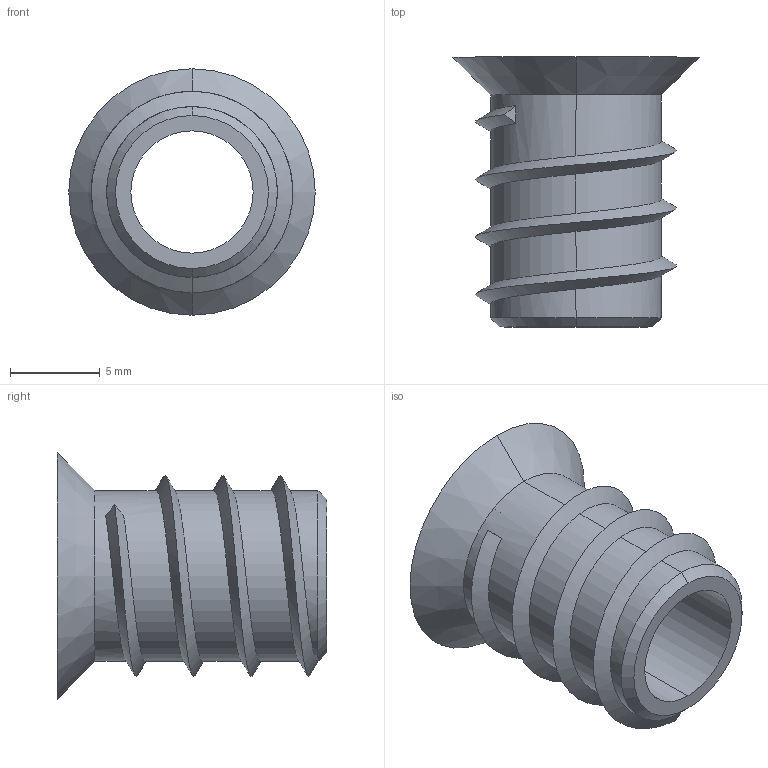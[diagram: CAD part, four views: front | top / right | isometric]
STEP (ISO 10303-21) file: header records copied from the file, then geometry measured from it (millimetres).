
FILE_DESCRIPTION (( 'STEP AP214' ), '1' );
FILE_NAME ('F002531_3D.step', '2022-11-21T18:15:05', ( '' ), ( '' ), 'SwSTEP 2.0', 'SolidWorks 2020', '' );
FILE_SCHEMA (( 'AUTOMOTIVE_DESIGN' ));
Length unit declared in the file: millimetre
Products named in the file (1): F002531_3D
Bounding box: 13.7 x 15 x 13.7 mm (x, y, z)
Volume: 570.2 mm3; surface area: 1089.1 mm2
Topology: 1 solids, 1 shells, 27 faces, 66 edges, 43 vertices
Faces by surface type: plane 11, cylinder 10, cone 4, bspline 2
Entity records: 1454 total; most frequent: CARTESIAN_POINT 810, ORIENTED_EDGE 130, DIRECTION 111, EDGE_CURVE 65, VERTEX_POINT 41, AXIS2_PLACEMENT_3D 38, LINE 35, VECTOR 35
